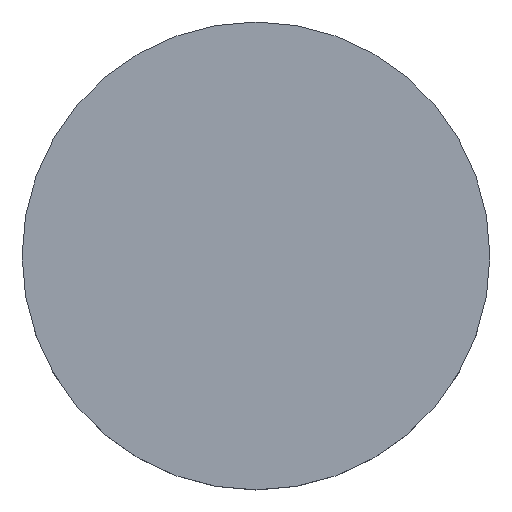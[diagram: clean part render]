
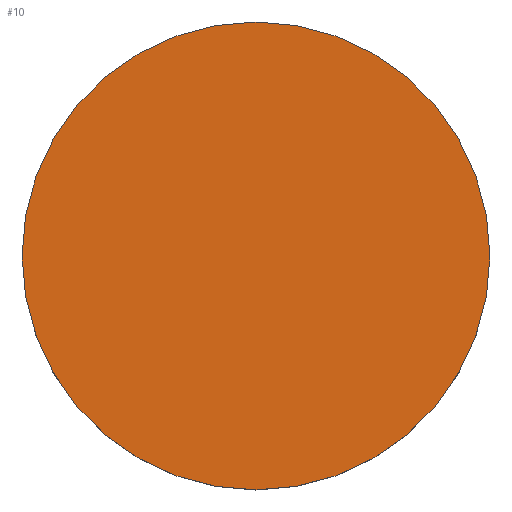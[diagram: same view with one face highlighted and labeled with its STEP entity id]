
A CAD part, top view. The second image highlights one B-rep face of the part: STEP entity #10.
In plain terms, the highlighted planar face has unit normal (0, 0, 1).
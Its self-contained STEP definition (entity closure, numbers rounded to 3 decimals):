
#3 = DIRECTION ( 'NONE',  ( 0., 0., 1. ) ) ;
#10 = ADVANCED_FACE ( 'NONE', ( #23 ), #32, .T. ) ;
#11 = EDGE_CURVE ( 'NONE', #162, #137, #19, .T. ) ;
#16 = DIRECTION ( 'NONE',  ( 1., 0., 0. ) ) ;
#19 = CIRCLE ( 'NONE', #92, 6.5 ) ;
#23 = FACE_OUTER_BOUND ( 'NONE', #173, .T. ) ;
#32 = PLANE ( 'NONE',  #132 ) ;
#34 = CARTESIAN_POINT ( 'NONE',  ( 0., 0., 1. ) ) ;
#42 = ORIENTED_EDGE ( 'NONE', *, *, #11, .T. ) ;
#57 = EDGE_CURVE ( 'NONE', #137, #162, #96, .T. ) ;
#82 = CARTESIAN_POINT ( 'NONE',  ( 6.5, 0., 1. ) ) ;
#92 = AXIS2_PLACEMENT_3D ( 'NONE', #98, #164, #138 ) ;
#96 = CIRCLE ( 'NONE', #168, 6.5 ) ;
#98 = CARTESIAN_POINT ( 'NONE',  ( 0., 0., 1. ) ) ;
#99 = DIRECTION ( 'NONE',  ( 0., 0., 1. ) ) ;
#109 = ORIENTED_EDGE ( 'NONE', *, *, #57, .T. ) ;
#132 = AXIS2_PLACEMENT_3D ( 'NONE', #34, #3, #16 ) ;
#136 = CARTESIAN_POINT ( 'NONE',  ( -6.5, 0., 1. ) ) ;
#137 = VERTEX_POINT ( 'NONE', #82 ) ;
#138 = DIRECTION ( 'NONE',  ( 1., 0., 0. ) ) ;
#139 = CARTESIAN_POINT ( 'NONE',  ( 0., 0., 1. ) ) ;
#162 = VERTEX_POINT ( 'NONE', #136 ) ;
#164 = DIRECTION ( 'NONE',  ( 0., 0., 1. ) ) ;
#165 = DIRECTION ( 'NONE',  ( 1., 0., 0. ) ) ;
#168 = AXIS2_PLACEMENT_3D ( 'NONE', #139, #99, #165 ) ;
#173 = EDGE_LOOP ( 'NONE', ( #42, #109 ) ) ;
